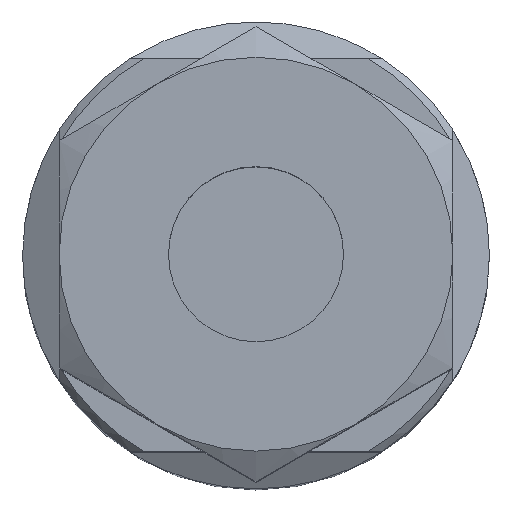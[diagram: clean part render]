
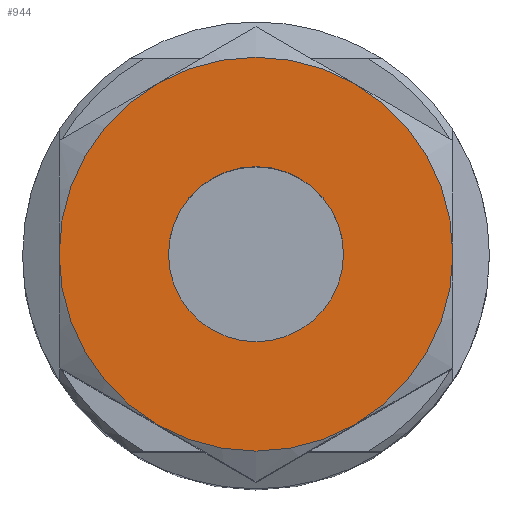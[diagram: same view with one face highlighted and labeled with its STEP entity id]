
A CAD part, top view. The second image highlights one B-rep face of the part: STEP entity #944.
In plain terms, the highlighted planar face has unit normal (0, 0, 1).
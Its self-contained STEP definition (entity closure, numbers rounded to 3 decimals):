
#1 = EDGE_LOOP ( 'NONE', ( #1166, #164 ) ) ;
#5 = DIRECTION ( 'NONE',  ( 0., 0., 1. ) ) ;
#48 = DIRECTION ( 'NONE',  ( 1., 0., 0. ) ) ;
#64 = DIRECTION ( 'NONE',  ( 1., 0., 0. ) ) ;
#81 = ORIENTED_EDGE ( 'NONE', *, *, #1348, .T. ) ;
#91 = AXIS2_PLACEMENT_3D ( 'NONE', #1660, #1029, #1874 ) ;
#92 = CIRCLE ( 'NONE', #823, 6. ) ;
#100 = CARTESIAN_POINT ( 'NONE',  ( 0., 0., 22. ) ) ;
#164 = ORIENTED_EDGE ( 'NONE', *, *, #1299, .F. ) ;
#175 = CARTESIAN_POINT ( 'NONE',  ( 0., 0., 22. ) ) ;
#222 = DIRECTION ( 'NONE',  ( 1., 0., 0. ) ) ;
#265 = DIRECTION ( 'NONE',  ( 0., 0., 1. ) ) ;
#361 = AXIS2_PLACEMENT_3D ( 'NONE', #425, #1047, #48 ) ;
#425 = CARTESIAN_POINT ( 'NONE',  ( 0., 0., 22. ) ) ;
#432 = VERTEX_POINT ( 'NONE', #2426 ) ;
#449 = CIRCLE ( 'NONE', #2203, 13.5 ) ;
#459 = DIRECTION ( 'NONE',  ( 0., 0., 1. ) ) ;
#490 = AXIS2_PLACEMENT_3D ( 'NONE', #100, #1310, #1755 ) ;
#494 = DIRECTION ( 'NONE',  ( 0., 0., 1. ) ) ;
#546 = VERTEX_POINT ( 'NONE', #641 ) ;
#573 = VERTEX_POINT ( 'NONE', #2132 ) ;
#580 = ORIENTED_EDGE ( 'NONE', *, *, #1362, .T. ) ;
#641 = CARTESIAN_POINT ( 'NONE',  ( -6.75, -11.691, 22. ) ) ;
#643 = ORIENTED_EDGE ( 'NONE', *, *, #1419, .T. ) ;
#658 = CIRCLE ( 'NONE', #1531, 13.5 ) ;
#689 = CARTESIAN_POINT ( 'NONE',  ( -13.5, 0., 22. ) ) ;
#823 = AXIS2_PLACEMENT_3D ( 'NONE', #2110, #494, #2540 ) ;
#864 = DIRECTION ( 'NONE',  ( 1., 0., 0. ) ) ;
#880 = VERTEX_POINT ( 'NONE', #1889 ) ;
#915 = AXIS2_PLACEMENT_3D ( 'NONE', #1895, #1467, #64 ) ;
#944 = ADVANCED_FACE ( 'NONE', ( #1689, #1316 ), #1064, .T. ) ;
#1029 = DIRECTION ( 'NONE',  ( 0., 0., 1. ) ) ;
#1047 = DIRECTION ( 'NONE',  ( 0., 0., 1. ) ) ;
#1064 = PLANE ( 'NONE',  #1953 ) ;
#1081 = VERTEX_POINT ( 'NONE', #1975 ) ;
#1165 = VERTEX_POINT ( 'NONE', #1188 ) ;
#1166 = ORIENTED_EDGE ( 'NONE', *, *, #1854, .F. ) ;
#1188 = CARTESIAN_POINT ( 'NONE',  ( 6.75, 11.691, 22. ) ) ;
#1299 = EDGE_CURVE ( 'NONE', #1081, #573, #2407, .T. ) ;
#1310 = DIRECTION ( 'NONE',  ( 0., 0., 1. ) ) ;
#1315 = EDGE_CURVE ( 'NONE', #546, #432, #1830, .T. ) ;
#1316 = FACE_OUTER_BOUND ( 'NONE', #2525, .T. ) ;
#1348 = EDGE_CURVE ( 'NONE', #432, #880, #1620, .T. ) ;
#1362 = EDGE_CURVE ( 'NONE', #1165, #2454, #449, .T. ) ;
#1419 = EDGE_CURVE ( 'NONE', #2477, #546, #658, .T. ) ;
#1429 = DIRECTION ( 'NONE',  ( 0., 0., 1. ) ) ;
#1467 = DIRECTION ( 'NONE',  ( 0., 0., 1. ) ) ;
#1492 = AXIS2_PLACEMENT_3D ( 'NONE', #175, #1429, #2017 ) ;
#1531 = AXIS2_PLACEMENT_3D ( 'NONE', #2101, #265, #222 ) ;
#1581 = EDGE_CURVE ( 'NONE', #2454, #2477, #2236, .T. ) ;
#1620 = CIRCLE ( 'NONE', #361, 13.5 ) ;
#1660 = CARTESIAN_POINT ( 'NONE',  ( 0., 0., 22. ) ) ;
#1661 = ORIENTED_EDGE ( 'NONE', *, *, #1581, .T. ) ;
#1689 = FACE_BOUND ( 'NONE', #1, .T. ) ;
#1731 = CARTESIAN_POINT ( 'NONE',  ( -6.75, 11.691, 22. ) ) ;
#1749 = ORIENTED_EDGE ( 'NONE', *, *, #1315, .T. ) ;
#1755 = DIRECTION ( 'NONE',  ( 1., 0., 0. ) ) ;
#1830 = CIRCLE ( 'NONE', #91, 13.5 ) ;
#1854 = EDGE_CURVE ( 'NONE', #573, #1081, #92, .T. ) ;
#1874 = DIRECTION ( 'NONE',  ( 1., 0., 0. ) ) ;
#1889 = CARTESIAN_POINT ( 'NONE',  ( 13.5, 0., 22. ) ) ;
#1895 = CARTESIAN_POINT ( 'NONE',  ( 0., 0., 22. ) ) ;
#1953 = AXIS2_PLACEMENT_3D ( 'NONE', #2121, #5, #864 ) ;
#1975 = CARTESIAN_POINT ( 'NONE',  ( -6., 0., 22. ) ) ;
#2017 = DIRECTION ( 'NONE',  ( 1., 0., 0. ) ) ;
#2069 = EDGE_CURVE ( 'NONE', #880, #1165, #2582, .T. ) ;
#2101 = CARTESIAN_POINT ( 'NONE',  ( 0., 0., 22. ) ) ;
#2110 = CARTESIAN_POINT ( 'NONE',  ( 0., 0., 22. ) ) ;
#2121 = CARTESIAN_POINT ( 'NONE',  ( 0., 15.588, 22. ) ) ;
#2132 = CARTESIAN_POINT ( 'NONE',  ( 6., 0., 22. ) ) ;
#2203 = AXIS2_PLACEMENT_3D ( 'NONE', #2522, #459, #2492 ) ;
#2236 = CIRCLE ( 'NONE', #490, 13.5 ) ;
#2407 = CIRCLE ( 'NONE', #915, 6. ) ;
#2426 = CARTESIAN_POINT ( 'NONE',  ( 6.75, -11.691, 22. ) ) ;
#2454 = VERTEX_POINT ( 'NONE', #1731 ) ;
#2477 = VERTEX_POINT ( 'NONE', #689 ) ;
#2492 = DIRECTION ( 'NONE',  ( 1., 0., 0. ) ) ;
#2522 = CARTESIAN_POINT ( 'NONE',  ( 0., 0., 22. ) ) ;
#2525 = EDGE_LOOP ( 'NONE', ( #81, #2652, #580, #1661, #643, #1749 ) ) ;
#2540 = DIRECTION ( 'NONE',  ( 1., 0., 0. ) ) ;
#2582 = CIRCLE ( 'NONE', #1492, 13.5 ) ;
#2652 = ORIENTED_EDGE ( 'NONE', *, *, #2069, .T. ) ;
